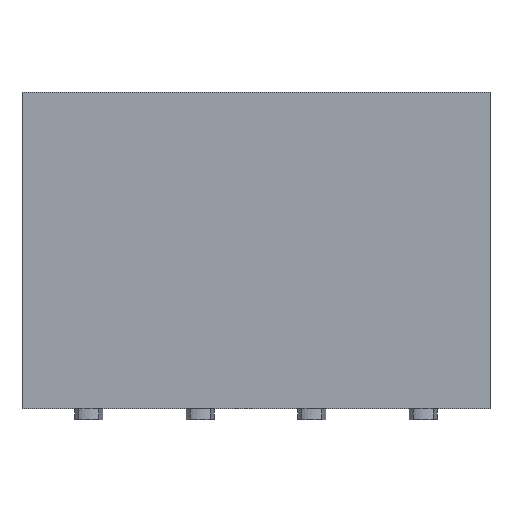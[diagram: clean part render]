
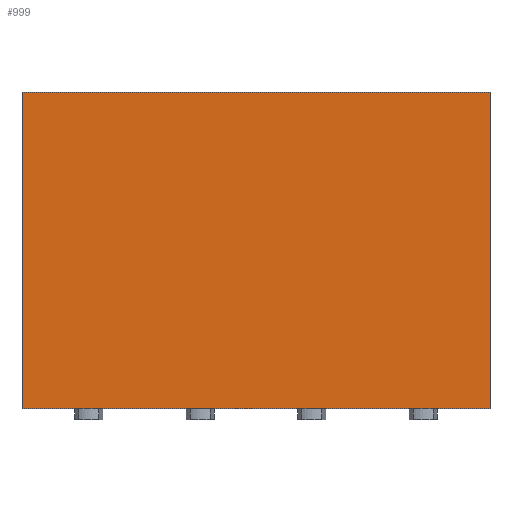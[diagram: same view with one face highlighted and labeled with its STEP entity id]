
A CAD part, front view. The second image highlights one B-rep face of the part: STEP entity #999.
In plain terms, the highlighted planar face has unit normal (0, -1, 0).
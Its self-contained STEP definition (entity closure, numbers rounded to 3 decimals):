
#960=CARTESIAN_POINT('',(0.,-2.54,0.));
#961=DIRECTION('',(0.,1.,0.));
#962=DIRECTION('',(1.,0.,0.));
#963=AXIS2_PLACEMENT_3D('',#960,#961,#962);
#964=PLANE('',#963);
#965=CARTESIAN_POINT('',(-5.33,-2.54,-3.6));
#966=VERTEX_POINT('',#965);
#967=CARTESIAN_POINT('',(-5.33,-2.54,3.6));
#968=VERTEX_POINT('',#967);
#969=CARTESIAN_POINT('',(-5.33,-2.54,-3.6));
#970=DIRECTION('',(0.,-0.,1.));
#971=VECTOR('',#970,7.2);
#972=LINE('',#969,#971);
#973=EDGE_CURVE('',#966,#968,#972,.T.);
#974=ORIENTED_EDGE('',*,*,#973,.F.);
#975=CARTESIAN_POINT('',(5.33,-2.54,-3.6));
#976=VERTEX_POINT('',#975);
#977=CARTESIAN_POINT('',(5.33,-2.54,-3.6));
#978=DIRECTION('',(-1.,0.,0.));
#979=VECTOR('',#978,10.66);
#980=LINE('',#977,#979);
#981=EDGE_CURVE('',#976,#966,#980,.T.);
#982=ORIENTED_EDGE('',*,*,#981,.F.);
#983=CARTESIAN_POINT('',(5.33,-2.54,3.6));
#984=VERTEX_POINT('',#983);
#985=CARTESIAN_POINT('',(5.33,-2.54,3.6));
#986=DIRECTION('',(0.,0.,-1.));
#987=VECTOR('',#986,7.2);
#988=LINE('',#985,#987);
#989=EDGE_CURVE('',#984,#976,#988,.T.);
#990=ORIENTED_EDGE('',*,*,#989,.F.);
#991=CARTESIAN_POINT('',(-5.33,-2.54,3.6));
#992=DIRECTION('',(1.,0.,0.));
#993=VECTOR('',#992,10.66);
#994=LINE('',#991,#993);
#995=EDGE_CURVE('',#968,#984,#994,.T.);
#996=ORIENTED_EDGE('',*,*,#995,.F.);
#997=EDGE_LOOP('',(#974,#982,#990,#996));
#998=FACE_BOUND('',#997,.T.);
#999=ADVANCED_FACE('',(#998),#964,.F.);
